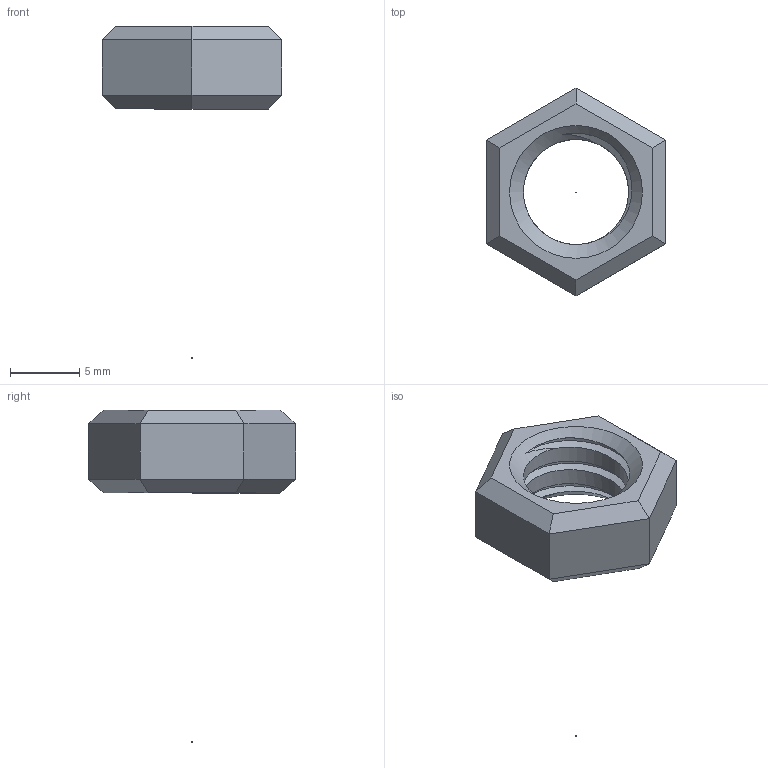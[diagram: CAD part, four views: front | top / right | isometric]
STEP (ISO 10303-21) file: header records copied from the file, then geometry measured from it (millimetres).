
FILE_DESCRIPTION(('STEP AP242'), '1');
FILE_NAME('Äåòàëü Ãàéêà ì8', '', ('UNSPECIFIED'), ('UNSPECIFIED'), 'C3D Converter', 'C3D Toolkit', '');
FILE_SCHEMA(('AP242_MANAGED_MODEL_BASED_3D_ENGINEERING_MIM_LF { 1 0 10303 442 1 1 4 }'));
Length unit declared in the file: millimetre
Assembly tree (1 placements, depth 2):
  (unnamed)
    (unnamed)
Bounding box: 13 x 15.01 x 24 mm (x, y, z)
Volume: 524.7 mm3; surface area: 564.7 mm2
Topology: 2 solids, 2 shells, 32 faces, 76 edges, 52 vertices
Faces by surface type: plane 22, cylinder 6, cone 2, bspline 2
Full cylindrical faces by diameter (mm): 0.02 x1, 0.04 x1
Entity records: 3415 total; most frequent: CARTESIAN_POINT 2610, ORIENTED_EDGE 136, DIRECTION 132, EDGE_CURVE 68, AXIS2_PLACEMENT_3D 44, VERTEX_POINT 44, LINE 44, VECTOR 44
